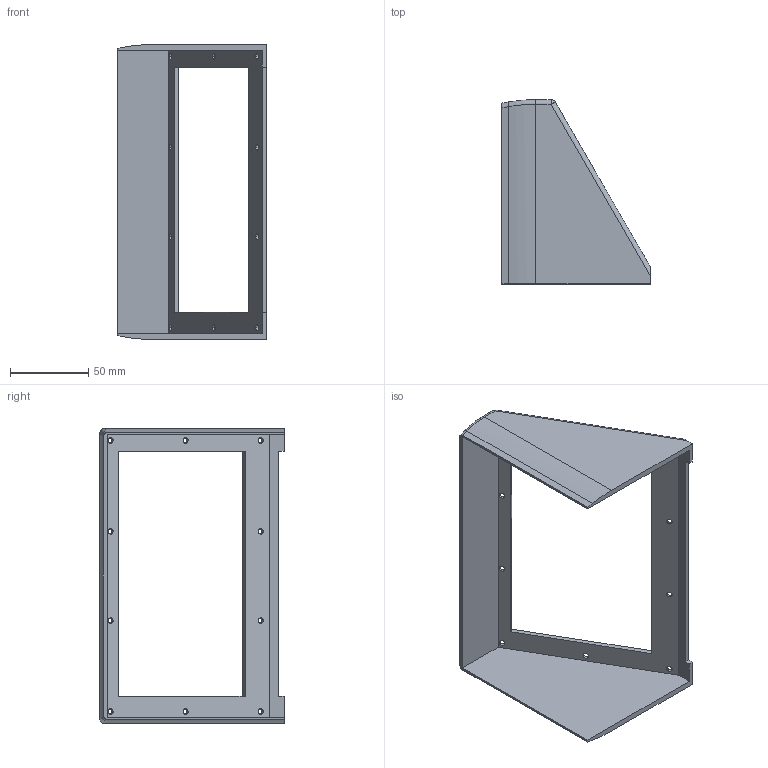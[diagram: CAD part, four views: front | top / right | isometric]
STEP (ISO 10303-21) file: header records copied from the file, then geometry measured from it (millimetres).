
FILE_DESCRIPTION (( 'STEP AP214' ), '1' );
FILE_NAME ('screen_cover.STEP', '2022-01-18T08:52:03', ( '' ), ( '' ), 'SwSTEP 2.0', 'SolidWorks 2017', '' );
FILE_SCHEMA (( 'AUTOMOTIVE_DESIGN' ));
Length unit declared in the file: millimetre
Products named in the file (1): screen_cover
Bounding box: 94.6 x 117.56 x 188 mm (x, y, z)
Volume: 102518 mm3; surface area: 63519.5 mm2
Topology: 1 solids, 1 shells, 77 faces, 193 edges, 116 vertices
Faces by surface type: cylinder 30, plane 23, cone 20, bspline 2, sphere 2
Entity records: 2357 total; most frequent: CARTESIAN_POINT 431, DIRECTION 407, ORIENTED_EDGE 382, EDGE_CURVE 191, AXIS2_PLACEMENT_3D 148, VERTEX_POINT 116, LINE 111, VECTOR 111
